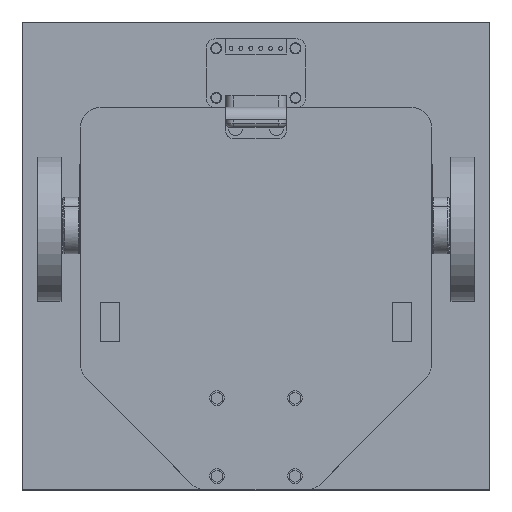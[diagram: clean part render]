
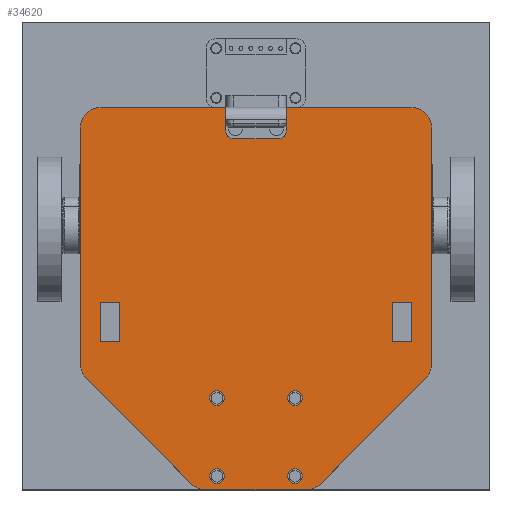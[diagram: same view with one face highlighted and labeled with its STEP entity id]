
A CAD part, top view. The second image highlights one B-rep face of the part: STEP entity #34620.
In plain terms, the highlighted planar face has unit normal (0, 0, 1).
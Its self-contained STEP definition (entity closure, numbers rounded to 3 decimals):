
#33981=CARTESIAN_POINT('',(68.1,3.5,5.));
#33982=VERTEX_POINT('',#33981);
#34006=CARTESIAN_POINT('',(71.9,3.5,5.));
#34007=VERTEX_POINT('',#34006);
#34008=CARTESIAN_POINT('',(70.,3.5,5.));
#34009=DIRECTION('',(-0.,-0.,-1.));
#34010=DIRECTION('',(1.,0.,-0.));
#34011=AXIS2_PLACEMENT_3D('',#34008,#34009,#34010);
#34012=CIRCLE('',#34011,1.9);
#34013=EDGE_CURVE('',#34007,#33982,#34012,.T.);
#34015=CARTESIAN_POINT('',(70.,3.5,5.));
#34016=DIRECTION('',(-0.,-0.,-1.));
#34017=DIRECTION('',(1.,0.,-0.));
#34018=AXIS2_PLACEMENT_3D('',#34015,#34016,#34017);
#34019=CIRCLE('',#34018,1.9);
#34020=EDGE_CURVE('',#33982,#34007,#34019,.T.);
#34032=CARTESIAN_POINT('',(48.1,3.5,5.));
#34033=VERTEX_POINT('',#34032);
#34057=CARTESIAN_POINT('',(51.9,3.5,5.));
#34058=VERTEX_POINT('',#34057);
#34059=CARTESIAN_POINT('',(50.,3.5,5.));
#34060=DIRECTION('',(-0.,-0.,-1.));
#34061=DIRECTION('',(1.,0.,-0.));
#34062=AXIS2_PLACEMENT_3D('',#34059,#34060,#34061);
#34063=CIRCLE('',#34062,1.9);
#34064=EDGE_CURVE('',#34058,#34033,#34063,.T.);
#34066=CARTESIAN_POINT('',(50.,3.5,5.));
#34067=DIRECTION('',(-0.,-0.,-1.));
#34068=DIRECTION('',(1.,0.,-0.));
#34069=AXIS2_PLACEMENT_3D('',#34066,#34067,#34068);
#34070=CIRCLE('',#34069,1.9);
#34071=EDGE_CURVE('',#34033,#34058,#34070,.T.);
#34083=CARTESIAN_POINT('',(48.1,23.5,5.));
#34084=VERTEX_POINT('',#34083);
#34108=CARTESIAN_POINT('',(51.9,23.5,5.));
#34109=VERTEX_POINT('',#34108);
#34110=CARTESIAN_POINT('',(50.,23.5,5.));
#34111=DIRECTION('',(-0.,-0.,-1.));
#34112=DIRECTION('',(1.,0.,-0.));
#34113=AXIS2_PLACEMENT_3D('',#34110,#34111,#34112);
#34114=CIRCLE('',#34113,1.9);
#34115=EDGE_CURVE('',#34109,#34084,#34114,.T.);
#34117=CARTESIAN_POINT('',(50.,23.5,5.));
#34118=DIRECTION('',(-0.,-0.,-1.));
#34119=DIRECTION('',(1.,0.,-0.));
#34120=AXIS2_PLACEMENT_3D('',#34117,#34118,#34119);
#34121=CIRCLE('',#34120,1.9);
#34122=EDGE_CURVE('',#34084,#34109,#34121,.T.);
#34134=CARTESIAN_POINT('',(68.1,23.5,5.));
#34135=VERTEX_POINT('',#34134);
#34159=CARTESIAN_POINT('',(71.9,23.5,5.));
#34160=VERTEX_POINT('',#34159);
#34161=CARTESIAN_POINT('',(70.,23.5,5.));
#34162=DIRECTION('',(-0.,-0.,-1.));
#34163=DIRECTION('',(1.,0.,-0.));
#34164=AXIS2_PLACEMENT_3D('',#34161,#34162,#34163);
#34165=CIRCLE('',#34164,1.9);
#34166=EDGE_CURVE('',#34160,#34135,#34165,.T.);
#34168=CARTESIAN_POINT('',(70.,23.5,5.));
#34169=DIRECTION('',(-0.,-0.,-1.));
#34170=DIRECTION('',(1.,0.,-0.));
#34171=AXIS2_PLACEMENT_3D('',#34168,#34169,#34170);
#34172=CIRCLE('',#34171,1.9);
#34173=EDGE_CURVE('',#34135,#34160,#34172,.T.);
#34193=CARTESIAN_POINT('',(103.536,28.536,5.));
#34194=VERTEX_POINT('',#34193);
#34201=CARTESIAN_POINT('',(76.464,1.464,5.));
#34202=VERTEX_POINT('',#34201);
#34203=CARTESIAN_POINT('',(76.464,1.464,5.));
#34204=DIRECTION('',(0.707,0.707,-0.));
#34205=VECTOR('',#34204,38.284);
#34206=LINE('',#34203,#34205);
#34207=EDGE_CURVE('',#34202,#34194,#34206,.T.);
#34233=CARTESIAN_POINT('',(72.929,0.,5.));
#34234=VERTEX_POINT('',#34233);
#34235=CARTESIAN_POINT('',(72.929,5.,5.));
#34236=DIRECTION('',(0.,0.,1.));
#34237=DIRECTION('',(1.,0.,-0.));
#34238=AXIS2_PLACEMENT_3D('',#34235,#34236,#34237);
#34239=CIRCLE('',#34238,5.);
#34240=EDGE_CURVE('',#34234,#34202,#34239,.T.);
#34256=CARTESIAN_POINT('',(47.071,0.,5.));
#34257=VERTEX_POINT('',#34256);
#34258=CARTESIAN_POINT('',(72.929,0.,5.));
#34259=DIRECTION('',(-1.,0.,0.));
#34260=VECTOR('',#34259,25.858);
#34261=LINE('',#34258,#34260);
#34262=EDGE_CURVE('',#34234,#34257,#34261,.T.);
#34287=CARTESIAN_POINT('',(43.536,1.464,5.));
#34288=VERTEX_POINT('',#34287);
#34289=CARTESIAN_POINT('',(47.071,5.,5.));
#34290=DIRECTION('',(0.,0.,1.));
#34291=DIRECTION('',(1.,0.,-0.));
#34292=AXIS2_PLACEMENT_3D('',#34289,#34290,#34291);
#34293=CIRCLE('',#34292,5.);
#34294=EDGE_CURVE('',#34288,#34257,#34293,.T.);
#34320=CARTESIAN_POINT('',(16.464,28.536,5.));
#34321=VERTEX_POINT('',#34320);
#34322=CARTESIAN_POINT('',(16.464,28.536,5.));
#34323=DIRECTION('',(0.707,-0.707,-0.));
#34324=VECTOR('',#34323,38.284);
#34325=LINE('',#34322,#34324);
#34326=EDGE_CURVE('',#34321,#34288,#34325,.T.);
#34351=CARTESIAN_POINT('',(105.,32.071,5.));
#34352=VERTEX_POINT('',#34351);
#34353=CARTESIAN_POINT('',(100.,32.071,5.));
#34354=DIRECTION('',(0.,0.,1.));
#34355=DIRECTION('',(1.,0.,-0.));
#34356=AXIS2_PLACEMENT_3D('',#34353,#34354,#34355);
#34357=CIRCLE('',#34356,5.);
#34358=EDGE_CURVE('',#34194,#34352,#34357,.T.);
#34394=CARTESIAN_POINT('',(15.,32.071,5.));
#34395=VERTEX_POINT('',#34394);
#34396=CARTESIAN_POINT('',(20.,32.071,5.));
#34397=DIRECTION('',(0.,0.,1.));
#34398=DIRECTION('',(1.,0.,-0.));
#34399=AXIS2_PLACEMENT_3D('',#34396,#34397,#34398);
#34400=CIRCLE('',#34399,5.);
#34401=EDGE_CURVE('',#34395,#34321,#34400,.T.);
#34425=CARTESIAN_POINT('',(105.,93.,5.));
#34426=VERTEX_POINT('',#34425);
#34433=CARTESIAN_POINT('',(105.,93.,5.));
#34434=DIRECTION('',(0.,-1.,0.));
#34435=VECTOR('',#34434,60.929);
#34436=LINE('',#34433,#34435);
#34437=EDGE_CURVE('',#34426,#34352,#34436,.T.);
#34448=CARTESIAN_POINT('',(15.,93.,5.));
#34449=VERTEX_POINT('',#34448);
#34450=CARTESIAN_POINT('',(15.,32.071,5.));
#34451=DIRECTION('',(0.,1.,0.));
#34452=VECTOR('',#34451,60.929);
#34453=LINE('',#34450,#34452);
#34454=EDGE_CURVE('',#34395,#34449,#34453,.T.);
#34474=CARTESIAN_POINT('',(0.,0.,5.));
#34475=DIRECTION('',(0.,0.,1.));
#34476=DIRECTION('',(1.,0.,0.));
#34477=AXIS2_PLACEMENT_3D('',#34474,#34475,#34476);
#34478=PLANE('',#34477);
#34479=CARTESIAN_POINT('',(66.95,92.5,5.));
#34480=VERTEX_POINT('',#34479);
#34481=CARTESIAN_POINT('',(65.25,92.5,5.));
#34482=DIRECTION('',(0.,0.,1.));
#34483=DIRECTION('',(1.,0.,-0.));
#34484=AXIS2_PLACEMENT_3D('',#34481,#34482,#34483);
#34485=CIRCLE('',#34484,1.7);
#34486=EDGE_CURVE('',#34480,#34480,#34485,.T.);
#34487=ORIENTED_EDGE('',*,*,#34486,.F.);
#34488=EDGE_LOOP('',(#34487));
#34489=FACE_BOUND('',#34488,.T.);
#34490=CARTESIAN_POINT('',(56.45,92.5,5.));
#34491=VERTEX_POINT('',#34490);
#34492=CARTESIAN_POINT('',(54.75,92.5,5.));
#34493=DIRECTION('',(0.,0.,1.));
#34494=DIRECTION('',(1.,0.,-0.));
#34495=AXIS2_PLACEMENT_3D('',#34492,#34493,#34494);
#34496=CIRCLE('',#34495,1.7);
#34497=EDGE_CURVE('',#34491,#34491,#34496,.T.);
#34498=ORIENTED_EDGE('',*,*,#34497,.F.);
#34499=EDGE_LOOP('',(#34498));
#34500=FACE_BOUND('',#34499,.T.);
#34501=ORIENTED_EDGE('',*,*,#34437,.F.);
#34502=CARTESIAN_POINT('',(100.,98.,5.));
#34503=VERTEX_POINT('',#34502);
#34504=CARTESIAN_POINT('',(100.,93.,5.));
#34505=DIRECTION('',(0.,0.,1.));
#34506=DIRECTION('',(1.,0.,-0.));
#34507=AXIS2_PLACEMENT_3D('',#34504,#34505,#34506);
#34508=CIRCLE('',#34507,5.);
#34509=EDGE_CURVE('',#34426,#34503,#34508,.T.);
#34510=ORIENTED_EDGE('',*,*,#34509,.T.);
#34511=CARTESIAN_POINT('',(20.,98.,5.));
#34512=VERTEX_POINT('',#34511);
#34513=CARTESIAN_POINT('',(20.,98.,5.));
#34514=DIRECTION('',(1.,0.,-0.));
#34515=VECTOR('',#34514,80.);
#34516=LINE('',#34513,#34515);
#34517=EDGE_CURVE('',#34512,#34503,#34516,.T.);
#34518=ORIENTED_EDGE('',*,*,#34517,.F.);
#34519=CARTESIAN_POINT('',(20.,93.,5.));
#34520=DIRECTION('',(0.,0.,1.));
#34521=DIRECTION('',(1.,0.,-0.));
#34522=AXIS2_PLACEMENT_3D('',#34519,#34520,#34521);
#34523=CIRCLE('',#34522,5.);
#34524=EDGE_CURVE('',#34512,#34449,#34523,.T.);
#34525=ORIENTED_EDGE('',*,*,#34524,.T.);
#34526=ORIENTED_EDGE('',*,*,#34454,.F.);
#34527=ORIENTED_EDGE('',*,*,#34401,.T.);
#34528=ORIENTED_EDGE('',*,*,#34326,.T.);
#34529=ORIENTED_EDGE('',*,*,#34294,.T.);
#34530=ORIENTED_EDGE('',*,*,#34262,.F.);
#34531=ORIENTED_EDGE('',*,*,#34240,.T.);
#34532=ORIENTED_EDGE('',*,*,#34207,.T.);
#34533=ORIENTED_EDGE('',*,*,#34358,.T.);
#34534=EDGE_LOOP('',(#34501,#34510,#34518,#34525,#34526,#34527,#34528,#34529,#34530,#34531,#34532,#34533));
#34535=FACE_BOUND('',#34534,.T.);
#34536=ORIENTED_EDGE('',*,*,#34166,.T.);
#34537=ORIENTED_EDGE('',*,*,#34173,.T.);
#34538=EDGE_LOOP('',(#34536,#34537));
#34539=FACE_BOUND('',#34538,.T.);
#34540=ORIENTED_EDGE('',*,*,#34115,.T.);
#34541=ORIENTED_EDGE('',*,*,#34122,.T.);
#34542=EDGE_LOOP('',(#34540,#34541));
#34543=FACE_BOUND('',#34542,.T.);
#34544=ORIENTED_EDGE('',*,*,#34064,.T.);
#34545=ORIENTED_EDGE('',*,*,#34071,.T.);
#34546=EDGE_LOOP('',(#34544,#34545));
#34547=FACE_BOUND('',#34546,.T.);
#34548=ORIENTED_EDGE('',*,*,#34013,.T.);
#34549=ORIENTED_EDGE('',*,*,#34020,.T.);
#34550=EDGE_LOOP('',(#34548,#34549));
#34551=FACE_BOUND('',#34550,.T.);
#34552=CARTESIAN_POINT('',(20.,38.,5.));
#34553=VERTEX_POINT('',#34552);
#34554=CARTESIAN_POINT('',(25.,38.,5.));
#34555=VERTEX_POINT('',#34554);
#34556=CARTESIAN_POINT('',(20.,38.,5.));
#34557=DIRECTION('',(1.,0.,-0.));
#34558=VECTOR('',#34557,5.);
#34559=LINE('',#34556,#34558);
#34560=EDGE_CURVE('',#34553,#34555,#34559,.T.);
#34561=ORIENTED_EDGE('',*,*,#34560,.F.);
#34562=CARTESIAN_POINT('',(20.,48.,5.));
#34563=VERTEX_POINT('',#34562);
#34564=CARTESIAN_POINT('',(20.,48.,5.));
#34565=DIRECTION('',(0.,-1.,0.));
#34566=VECTOR('',#34565,10.);
#34567=LINE('',#34564,#34566);
#34568=EDGE_CURVE('',#34563,#34553,#34567,.T.);
#34569=ORIENTED_EDGE('',*,*,#34568,.F.);
#34570=CARTESIAN_POINT('',(25.,48.,5.));
#34571=VERTEX_POINT('',#34570);
#34572=CARTESIAN_POINT('',(20.,48.,5.));
#34573=DIRECTION('',(1.,0.,-0.));
#34574=VECTOR('',#34573,5.);
#34575=LINE('',#34572,#34574);
#34576=EDGE_CURVE('',#34563,#34571,#34575,.T.);
#34577=ORIENTED_EDGE('',*,*,#34576,.T.);
#34578=CARTESIAN_POINT('',(25.,38.,5.));
#34579=DIRECTION('',(0.,1.,0.));
#34580=VECTOR('',#34579,10.);
#34581=LINE('',#34578,#34580);
#34582=EDGE_CURVE('',#34555,#34571,#34581,.T.);
#34583=ORIENTED_EDGE('',*,*,#34582,.F.);
#34584=EDGE_LOOP('',(#34561,#34569,#34577,#34583));
#34585=FACE_BOUND('',#34584,.T.);
#34586=CARTESIAN_POINT('',(95.,48.,5.));
#34587=VERTEX_POINT('',#34586);
#34588=CARTESIAN_POINT('',(100.,48.,5.));
#34589=VERTEX_POINT('',#34588);
#34590=CARTESIAN_POINT('',(95.,48.,5.));
#34591=DIRECTION('',(1.,0.,-0.));
#34592=VECTOR('',#34591,5.);
#34593=LINE('',#34590,#34592);
#34594=EDGE_CURVE('',#34587,#34589,#34593,.T.);
#34595=ORIENTED_EDGE('',*,*,#34594,.T.);
#34596=CARTESIAN_POINT('',(100.,38.,5.));
#34597=VERTEX_POINT('',#34596);
#34598=CARTESIAN_POINT('',(100.,48.,5.));
#34599=DIRECTION('',(0.,-1.,0.));
#34600=VECTOR('',#34599,10.);
#34601=LINE('',#34598,#34600);
#34602=EDGE_CURVE('',#34589,#34597,#34601,.T.);
#34603=ORIENTED_EDGE('',*,*,#34602,.T.);
#34604=CARTESIAN_POINT('',(95.,38.,5.));
#34605=VERTEX_POINT('',#34604);
#34606=CARTESIAN_POINT('',(100.,38.,5.));
#34607=DIRECTION('',(-1.,0.,0.));
#34608=VECTOR('',#34607,5.);
#34609=LINE('',#34606,#34608);
#34610=EDGE_CURVE('',#34597,#34605,#34609,.T.);
#34611=ORIENTED_EDGE('',*,*,#34610,.T.);
#34612=CARTESIAN_POINT('',(95.,38.,5.));
#34613=DIRECTION('',(0.,1.,0.));
#34614=VECTOR('',#34613,10.);
#34615=LINE('',#34612,#34614);
#34616=EDGE_CURVE('',#34605,#34587,#34615,.T.);
#34617=ORIENTED_EDGE('',*,*,#34616,.T.);
#34618=EDGE_LOOP('',(#34595,#34603,#34611,#34617));
#34619=FACE_BOUND('',#34618,.T.);
#34620=ADVANCED_FACE('',(#34489,#34500,#34535,#34539,#34543,#34547,#34551,#34585,#34619),#34478,.T.);
